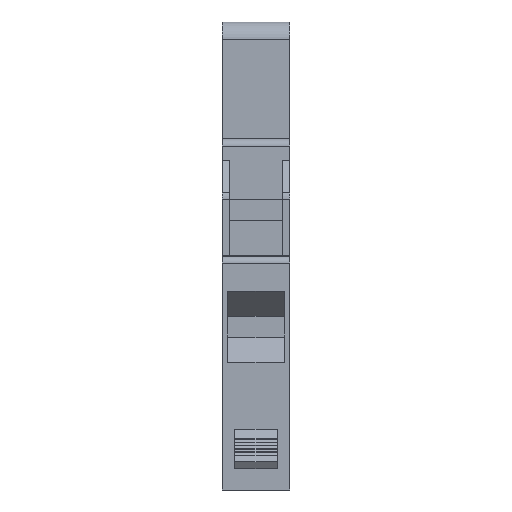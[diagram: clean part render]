
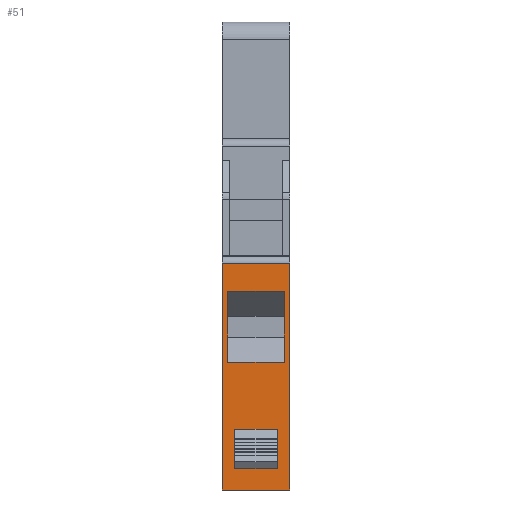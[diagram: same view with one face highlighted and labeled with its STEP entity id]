
A CAD part, front view. The second image highlights one B-rep face of the part: STEP entity #51.
In plain terms, the highlighted planar face has unit normal (0, -1, 0).
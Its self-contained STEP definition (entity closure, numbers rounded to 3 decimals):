
#23 = ORIENTED_EDGE ( 'NONE', *, *, #3311, .T. ) ;
#37 = DIRECTION ( 'NONE',  ( -1., 0., 0. ) ) ;
#50 = VECTOR ( 'NONE', #3019, 1000. ) ;
#51 = ADVANCED_FACE ( 'NONE', ( #863, #264, #2263 ), #3241, .F. ) ;
#74 = DIRECTION ( 'NONE',  ( 0., 0., -1. ) ) ;
#119 = LINE ( 'NONE', #2223, #1434 ) ;
#136 = EDGE_CURVE ( 'NONE', #1757, #1402, #1294, .T. ) ;
#154 = EDGE_CURVE ( 'NONE', #2757, #798, #2605, .T. ) ;
#220 = CARTESIAN_POINT ( 'NONE',  ( 4.75, -44., 32. ) ) ;
#226 = LINE ( 'NONE', #2666, #1531 ) ;
#264 = FACE_BOUND ( 'NONE', #779, .T. ) ;
#331 = ORIENTED_EDGE ( 'NONE', *, *, #915, .F. ) ;
#334 = ORIENTED_EDGE ( 'NONE', *, *, #1645, .F. ) ;
#393 = CARTESIAN_POINT ( 'NONE',  ( -4.75, -44., 0. ) ) ;
#399 = VERTEX_POINT ( 'NONE', #3007 ) ;
#416 = VECTOR ( 'NONE', #1373, 1000. ) ;
#538 = LINE ( 'NONE', #1305, #1142 ) ;
#643 = VERTEX_POINT ( 'NONE', #1862 ) ;
#747 = VECTOR ( 'NONE', #37, 1000. ) ;
#779 = EDGE_LOOP ( 'NONE', ( #334, #2933, #967, #2160 ) ) ;
#798 = VERTEX_POINT ( 'NONE', #1961 ) ;
#826 = CARTESIAN_POINT ( 'NONE',  ( 3.95, -44., 28. ) ) ;
#837 = EDGE_LOOP ( 'NONE', ( #1098, #23, #1930, #331 ) ) ;
#863 = FACE_OUTER_BOUND ( 'NONE', #1887, .T. ) ;
#896 = EDGE_CURVE ( 'NONE', #2144, #1757, #226, .T. ) ;
#902 = AXIS2_PLACEMENT_3D ( 'NONE', #1178, #1712, #1982 ) ;
#915 = EDGE_CURVE ( 'NONE', #3170, #2757, #2217, .T. ) ;
#967 = ORIENTED_EDGE ( 'NONE', *, *, #1421, .T. ) ;
#985 = CARTESIAN_POINT ( 'NONE',  ( 3.95, -44., 28. ) ) ;
#1005 = CARTESIAN_POINT ( 'NONE',  ( -4.75, -44., 0. ) ) ;
#1074 = ORIENTED_EDGE ( 'NONE', *, *, #3381, .F. ) ;
#1098 = ORIENTED_EDGE ( 'NONE', *, *, #2009, .T. ) ;
#1142 = VECTOR ( 'NONE', #2539, 1000. ) ;
#1146 = CARTESIAN_POINT ( 'NONE',  ( 4.75, -44., 0. ) ) ;
#1178 = CARTESIAN_POINT ( 'NONE',  ( 4.75, -44., 0. ) ) ;
#1214 = LINE ( 'NONE', #1644, #2061 ) ;
#1246 = ORIENTED_EDGE ( 'NONE', *, *, #896, .T. ) ;
#1294 = LINE ( 'NONE', #393, #50 ) ;
#1304 = LINE ( 'NONE', #3313, #1381 ) ;
#1305 = CARTESIAN_POINT ( 'NONE',  ( 3.95, -44., 18. ) ) ;
#1373 = DIRECTION ( 'NONE',  ( 0., 0., 1. ) ) ;
#1380 = DIRECTION ( 'NONE',  ( -1., 0., 0. ) ) ;
#1381 = VECTOR ( 'NONE', #1752, 1000. ) ;
#1402 = VERTEX_POINT ( 'NONE', #1005 ) ;
#1403 = CARTESIAN_POINT ( 'NONE',  ( -3., -44., 8.249 ) ) ;
#1413 = CARTESIAN_POINT ( 'NONE',  ( -3.95, -44., 28. ) ) ;
#1421 = EDGE_CURVE ( 'NONE', #643, #2630, #538, .T. ) ;
#1434 = VECTOR ( 'NONE', #3275, 1000. ) ;
#1531 = VECTOR ( 'NONE', #1380, 1000. ) ;
#1556 = ORIENTED_EDGE ( 'NONE', *, *, #136, .T. ) ;
#1573 = CARTESIAN_POINT ( 'NONE',  ( 3., -44., 8.249 ) ) ;
#1633 = DIRECTION ( 'NONE',  ( -1., 0., 0. ) ) ;
#1644 = CARTESIAN_POINT ( 'NONE',  ( 4.75, -44., 0. ) ) ;
#1645 = EDGE_CURVE ( 'NONE', #3038, #2810, #3179, .T. ) ;
#1686 = EDGE_CURVE ( 'NONE', #643, #3038, #2408, .T. ) ;
#1712 = DIRECTION ( 'NONE',  ( 0., 1., 0. ) ) ;
#1752 = DIRECTION ( 'NONE',  ( 0., 0., 1. ) ) ;
#1757 = VERTEX_POINT ( 'NONE', #2158 ) ;
#1792 = LINE ( 'NONE', #1861, #747 ) ;
#1800 = CARTESIAN_POINT ( 'NONE',  ( -3.95, -44., 18. ) ) ;
#1828 = ORIENTED_EDGE ( 'NONE', *, *, #2773, .F. ) ;
#1861 = CARTESIAN_POINT ( 'NONE',  ( 3., -44., 3. ) ) ;
#1862 = CARTESIAN_POINT ( 'NONE',  ( 3.95, -44., 18. ) ) ;
#1883 = CARTESIAN_POINT ( 'NONE',  ( 3.95, -44., 28. ) ) ;
#1887 = EDGE_LOOP ( 'NONE', ( #1074, #1246, #1556, #1828 ) ) ;
#1899 = VECTOR ( 'NONE', #2211, 1000. ) ;
#1930 = ORIENTED_EDGE ( 'NONE', *, *, #154, .F. ) ;
#1961 = CARTESIAN_POINT ( 'NONE',  ( -3., -44., 3. ) ) ;
#1982 = DIRECTION ( 'NONE',  ( 0., 0., 1. ) ) ;
#2009 = EDGE_CURVE ( 'NONE', #3170, #399, #119, .T. ) ;
#2061 = VECTOR ( 'NONE', #74, 1000. ) ;
#2144 = VERTEX_POINT ( 'NONE', #220 ) ;
#2158 = CARTESIAN_POINT ( 'NONE',  ( -4.75, -44., 32. ) ) ;
#2160 = ORIENTED_EDGE ( 'NONE', *, *, #2938, .T. ) ;
#2211 = DIRECTION ( 'NONE',  ( 0., 0., -1. ) ) ;
#2217 = LINE ( 'NONE', #2631, #3001 ) ;
#2223 = CARTESIAN_POINT ( 'NONE',  ( 3., -44., 3. ) ) ;
#2263 = FACE_BOUND ( 'NONE', #837, .T. ) ;
#2395 = DIRECTION ( 'NONE',  ( -1., 0., 0. ) ) ;
#2408 = LINE ( 'NONE', #1883, #416 ) ;
#2500 = VECTOR ( 'NONE', #2395, 1000. ) ;
#2539 = DIRECTION ( 'NONE',  ( -1., 0., 0. ) ) ;
#2605 = LINE ( 'NONE', #2727, #1899 ) ;
#2630 = VERTEX_POINT ( 'NONE', #1800 ) ;
#2631 = CARTESIAN_POINT ( 'NONE',  ( 3., -44., 8.249 ) ) ;
#2666 = CARTESIAN_POINT ( 'NONE',  ( 4.75, -44., 32. ) ) ;
#2727 = CARTESIAN_POINT ( 'NONE',  ( -3., -44., 3. ) ) ;
#2757 = VERTEX_POINT ( 'NONE', #1403 ) ;
#2773 = EDGE_CURVE ( 'NONE', #3041, #1402, #2894, .T. ) ;
#2810 = VERTEX_POINT ( 'NONE', #1413 ) ;
#2823 = CARTESIAN_POINT ( 'NONE',  ( 4.75, -44., 0. ) ) ;
#2894 = LINE ( 'NONE', #1146, #3255 ) ;
#2933 = ORIENTED_EDGE ( 'NONE', *, *, #1686, .F. ) ;
#2938 = EDGE_CURVE ( 'NONE', #2630, #2810, #1304, .T. ) ;
#2981 = DIRECTION ( 'NONE',  ( -1., 0., 0. ) ) ;
#3001 = VECTOR ( 'NONE', #1633, 1000. ) ;
#3007 = CARTESIAN_POINT ( 'NONE',  ( 3., -44., 3. ) ) ;
#3019 = DIRECTION ( 'NONE',  ( 0., 0., -1. ) ) ;
#3038 = VERTEX_POINT ( 'NONE', #985 ) ;
#3041 = VERTEX_POINT ( 'NONE', #2823 ) ;
#3170 = VERTEX_POINT ( 'NONE', #1573 ) ;
#3179 = LINE ( 'NONE', #826, #2500 ) ;
#3241 = PLANE ( 'NONE',  #902 ) ;
#3255 = VECTOR ( 'NONE', #2981, 1000. ) ;
#3275 = DIRECTION ( 'NONE',  ( 0., 0., -1. ) ) ;
#3311 = EDGE_CURVE ( 'NONE', #399, #798, #1792, .T. ) ;
#3313 = CARTESIAN_POINT ( 'NONE',  ( -3.95, -44., 28. ) ) ;
#3381 = EDGE_CURVE ( 'NONE', #2144, #3041, #1214, .T. ) ;
